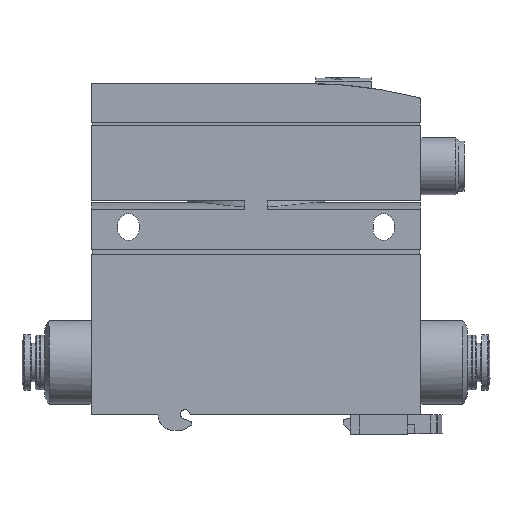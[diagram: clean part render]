
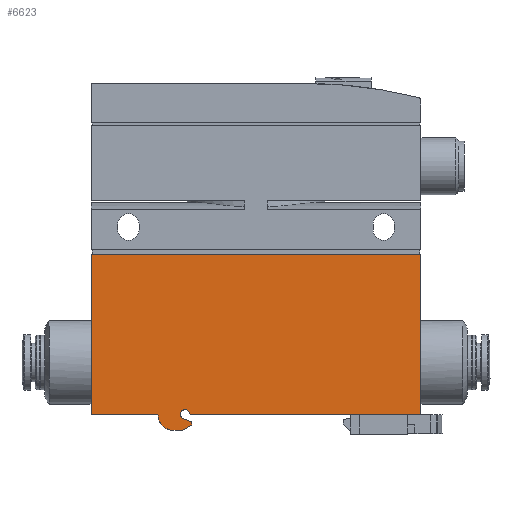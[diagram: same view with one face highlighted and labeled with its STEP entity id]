
A CAD part, left-side view. The second image highlights one B-rep face of the part: STEP entity #6623.
In plain terms, the highlighted face is planar.
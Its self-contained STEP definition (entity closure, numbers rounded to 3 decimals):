
#183=CIRCLE('',#6965,3.4);
#189=CIRCLE('',#6976,1.);
#548=ORIENTED_EDGE('',*,*,#1905,.F.);
#549=ORIENTED_EDGE('',*,*,#1891,.T.);
#550=ORIENTED_EDGE('',*,*,#1904,.T.);
#551=ORIENTED_EDGE('',*,*,#1862,.T.);
#552=ORIENTED_EDGE('',*,*,#1869,.T.);
#553=ORIENTED_EDGE('',*,*,#1872,.T.);
#554=ORIENTED_EDGE('',*,*,#1875,.T.);
#555=ORIENTED_EDGE('',*,*,#1878,.T.);
#556=ORIENTED_EDGE('',*,*,#1884,.F.);
#557=ORIENTED_EDGE('',*,*,#1886,.T.);
#558=ORIENTED_EDGE('',*,*,#1829,.T.);
#559=ORIENTED_EDGE('',*,*,#1701,.T.);
#1701=EDGE_CURVE('',#2395,#2394,#2876,.T.);
#1829=EDGE_CURVE('',#2518,#2395,#2954,.T.);
#1862=EDGE_CURVE('',#2543,#2542,#183,.T.);
#1869=EDGE_CURVE('',#2542,#2548,#2986,.T.);
#1872=EDGE_CURVE('',#2548,#2550,#2989,.T.);
#1875=EDGE_CURVE('',#2550,#2552,#2992,.T.);
#1878=EDGE_CURVE('',#2552,#2554,#2995,.T.);
#1884=EDGE_CURVE('',#2558,#2554,#189,.T.);
#1886=EDGE_CURVE('',#2558,#2518,#2999,.T.);
#1891=EDGE_CURVE('',#2563,#2564,#3003,.T.);
#1904=EDGE_CURVE('',#2564,#2543,#3016,.T.);
#1905=EDGE_CURVE('',#2563,#2394,#3017,.T.);
#2394=VERTEX_POINT('',#8824);
#2395=VERTEX_POINT('',#8826);
#2518=VERTEX_POINT('',#9138);
#2542=VERTEX_POINT('',#9200);
#2543=VERTEX_POINT('',#9202);
#2548=VERTEX_POINT('',#9214);
#2550=VERTEX_POINT('',#9220);
#2552=VERTEX_POINT('',#9226);
#2554=VERTEX_POINT('',#9232);
#2558=VERTEX_POINT('',#9243);
#2563=VERTEX_POINT('',#9258);
#2564=VERTEX_POINT('',#9259);
#2876=LINE('',#8825,#3382);
#2954=LINE('',#9137,#3460);
#2986=LINE('',#9215,#3492);
#2989=LINE('',#9221,#3495);
#2992=LINE('',#9227,#3498);
#2995=LINE('',#9233,#3501);
#2999=LINE('',#9247,#3505);
#3003=LINE('',#9257,#3509);
#3016=LINE('',#9279,#3522);
#3017=LINE('',#9281,#3523);
#3382=VECTOR('',#7374,1000.);
#3460=VECTOR('',#7564,1000.);
#3492=VECTOR('',#7626,1000.);
#3495=VECTOR('',#7631,1000.);
#3498=VECTOR('',#7636,1000.);
#3501=VECTOR('',#7641,1000.);
#3505=VECTOR('',#7657,1000.);
#3509=VECTOR('',#7665,1000.);
#3522=VECTOR('',#7680,1000.);
#3523=VECTOR('',#7683,1000.);
#3930=EDGE_LOOP('',(#548,#549,#550,#551,#552,#553,#554,#555,#556,#557,#558,
#559));
#4313=FACE_BOUND('',#3930,.T.);
#4676=PLANE('',#6981);
#6623=ADVANCED_FACE('',(#4313),#4676,.T.);
#6965=AXIS2_PLACEMENT_3D('',#9201,#7614,#7615);
#6976=AXIS2_PLACEMENT_3D('',#9244,#7652,#7653);
#6981=AXIS2_PLACEMENT_3D('',#9280,#7681,#7682);
#7374=DIRECTION('',(0.,0.,-1.));
#7564=DIRECTION('',(0.,-1.,0.));
#7614=DIRECTION('',(1.,0.,0.));
#7615=DIRECTION('',(0.,0.,-1.));
#7626=DIRECTION('',(0.,-1.,0.));
#7631=DIRECTION('',(0.,-0.866,-0.5));
#7636=DIRECTION('',(0.,0.,-1.));
#7641=DIRECTION('',(0.,0.94,-0.342));
#7652=DIRECTION('',(1.,0.,0.));
#7653=DIRECTION('',(0.,0.,-1.));
#7657=DIRECTION('',(0.,-0.707,0.707));
#7665=DIRECTION('',(0.,0.,1.));
#7680=DIRECTION('',(0.,-1.,0.));
#7681=DIRECTION('',(1.,0.,0.));
#7682=DIRECTION('',(0.,0.,-1.));
#7683=DIRECTION('',(0.,-1.,0.));
#8824=CARTESIAN_POINT('',(16.15,-34.9,-33.9));
#8825=CARTESIAN_POINT('',(16.15,-34.9,0.));
#8826=CARTESIAN_POINT('',(16.15,-34.9,0.));
#9137=CARTESIAN_POINT('',(16.15,13.9,0.));
#9138=CARTESIAN_POINT('',(16.15,13.9,0.));
#9200=CARTESIAN_POINT('',(16.15,17.35,3.4));
#9201=CARTESIAN_POINT('',(16.15,17.35,0.));
#9202=CARTESIAN_POINT('',(16.15,20.75,0.));
#9214=CARTESIAN_POINT('',(16.15,15.6,3.4));
#9215=CARTESIAN_POINT('',(16.15,17.35,3.4));
#9220=CARTESIAN_POINT('',(16.15,13.6,2.245));
#9221=CARTESIAN_POINT('',(16.15,15.6,3.4));
#9226=CARTESIAN_POINT('',(16.15,13.6,1.574));
#9227=CARTESIAN_POINT('',(16.15,13.6,2.245));
#9232=CARTESIAN_POINT('',(16.15,15.342,0.94));
#9233=CARTESIAN_POINT('',(16.15,13.6,1.574));
#9243=CARTESIAN_POINT('',(16.15,14.006,-0.106));
#9244=CARTESIAN_POINT('',(16.15,15.,0.));
#9247=CARTESIAN_POINT('',(16.15,14.006,-0.106));
#9257=CARTESIAN_POINT('',(16.15,34.9,-44.8));
#9258=CARTESIAN_POINT('',(16.15,34.9,-33.9));
#9259=CARTESIAN_POINT('',(16.15,34.9,0.));
#9279=CARTESIAN_POINT('',(16.15,34.9,0.));
#9280=CARTESIAN_POINT('',(16.15,15.,0.));
#9281=CARTESIAN_POINT('',(16.15,15.,-33.9));
